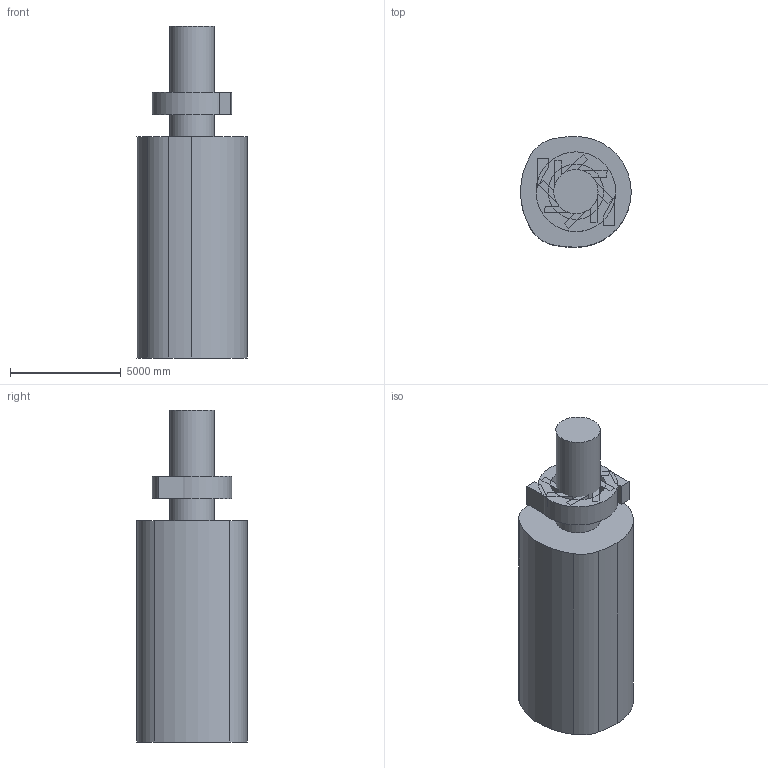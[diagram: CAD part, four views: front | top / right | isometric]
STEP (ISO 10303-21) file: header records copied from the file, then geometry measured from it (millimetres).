
FILE_DESCRIPTION(/* description */ (''),/* implementation_level */ '2;1');
FILE_NAME(/* name */ 'try_1.stp',/* time_stamp */ '2021-08-31T18:27:39+08:00',/* author */ (''),/* organization */ (''),/* preprocessor_version */ 'ST-DEVELOPER v16',/* originating_system */ 'SIEMENS PLM Software NX 10.0',/* authorisation */ '');
FILE_SCHEMA (('CONFIG_CONTROL_DESIGN'));
Length unit declared in the file: millimetre
Products named in the file (4): tunnel-5-4_1; xi_whole; chui; _asm1
Assembly tree (3 placements, depth 2):
  _asm1
    chui
    xi_whole
    tunnel-5-4_1
Bounding box: 4989.81 x 5000 x 15000 mm (x, y, z)
Volume: 250000218961.4 mm3; surface area: 394034723.1 mm2
Topology: 16 solids, 16 shells, 85 faces, 164 edges, 109 vertices
Faces by surface type: plane 70, cylinder 10, revolution 4, cone 1
Full cylindrical faces by diameter (mm): 2000 x1, 2500 x1, 3000 x1, 3600 x1
Entity records: 2475 total; most frequent: DIRECTION 356, CARTESIAN_POINT 351, ORIENTED_EDGE 304, EDGE_CURVE 152, LINE 130, VECTOR 130, AXIS2_PLACEMENT_3D 111, VERTEX_POINT 106
